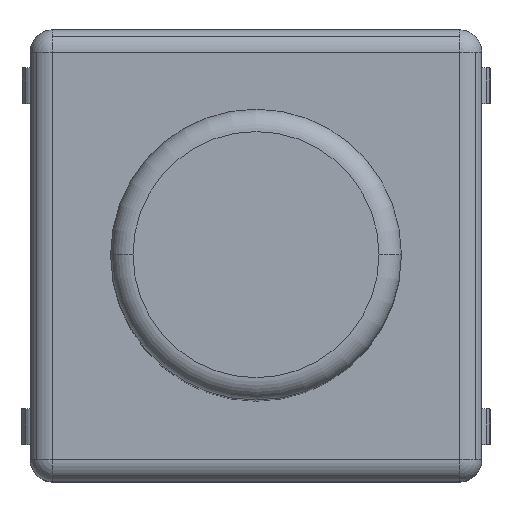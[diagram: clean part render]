
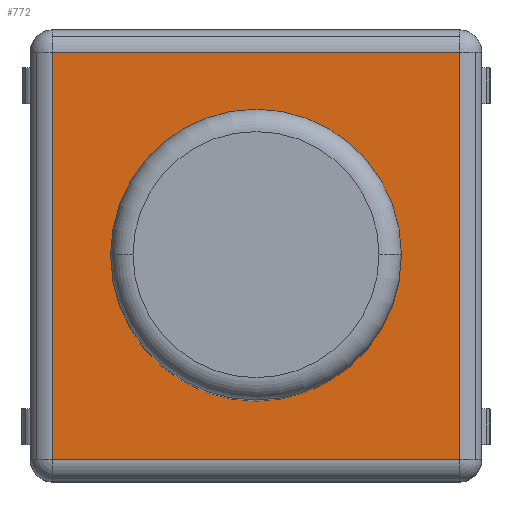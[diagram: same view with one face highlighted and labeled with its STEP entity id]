
A CAD part, top view. The second image highlights one B-rep face of the part: STEP entity #772.
In plain terms, the highlighted planar face has unit normal (0, 0, 1).
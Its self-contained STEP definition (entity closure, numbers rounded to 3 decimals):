
#122=CARTESIAN_POINT('',(-4.55,4.55,5.1));
#123=VERTEX_POINT('',#122);
#131=CARTESIAN_POINT('',(4.55,4.55,5.1));
#132=VERTEX_POINT('',#131);
#133=CARTESIAN_POINT('',(-4.55,4.55,5.1));
#134=DIRECTION('',(1.0,0.0,0.0));
#135=VECTOR('',#134,9.1);
#136=LINE('',#133,#135);
#137=EDGE_CURVE('',#123,#132,#136,.T.);
#206=CARTESIAN_POINT('',(-4.55,-4.55,5.1));
#207=VERTEX_POINT('',#206);
#215=CARTESIAN_POINT('',(-4.55,-4.55,5.1));
#216=DIRECTION('',(0.0,1.0,0.0));
#217=VECTOR('',#216,9.1);
#218=LINE('',#215,#217);
#219=EDGE_CURVE('',#207,#123,#218,.T.);
#295=CARTESIAN_POINT('',(4.55,-4.55,5.1));
#296=VERTEX_POINT('',#295);
#297=CARTESIAN_POINT('',(4.55,4.55,5.1));
#298=DIRECTION('',(0.0,-1.0,0.0));
#299=VECTOR('',#298,9.1);
#300=LINE('',#297,#299);
#301=EDGE_CURVE('',#132,#296,#300,.T.);
#377=CARTESIAN_POINT('',(4.55,-4.55,5.1));
#378=DIRECTION('',(-1.0,0.0,0.0));
#379=VECTOR('',#378,9.1);
#380=LINE('',#377,#379);
#381=EDGE_CURVE('',#296,#207,#380,.T.);
#761=CARTESIAN_POINT('',(0.,0.0,5.1));
#762=DIRECTION('',(0.0,0.0,1.0));
#763=DIRECTION('',(1.0,0.0,0.0));
#764=AXIS2_PLACEMENT_3D('',#761,#762,#763);
#765=PLANE('',#764);
#766=ORIENTED_EDGE('',*,*,#381,.F.);
#767=ORIENTED_EDGE('',*,*,#301,.F.);
#768=ORIENTED_EDGE('',*,*,#137,.F.);
#769=ORIENTED_EDGE('',*,*,#219,.F.);
#770=EDGE_LOOP('',(#766,#767,#768,#769));
#771=FACE_OUTER_BOUND('',#770,.T.);
#772=ADVANCED_FACE('',(#771),#765,.T.);
